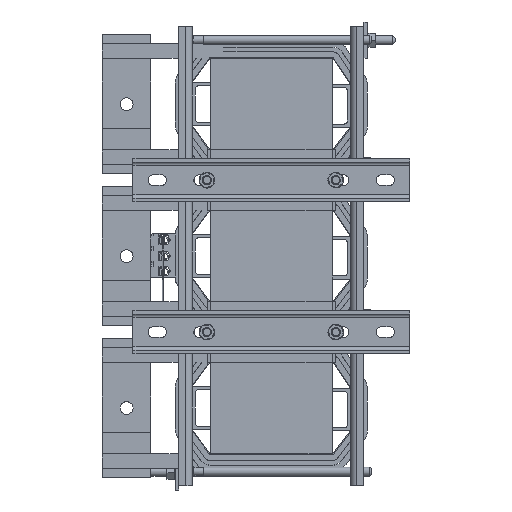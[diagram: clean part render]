
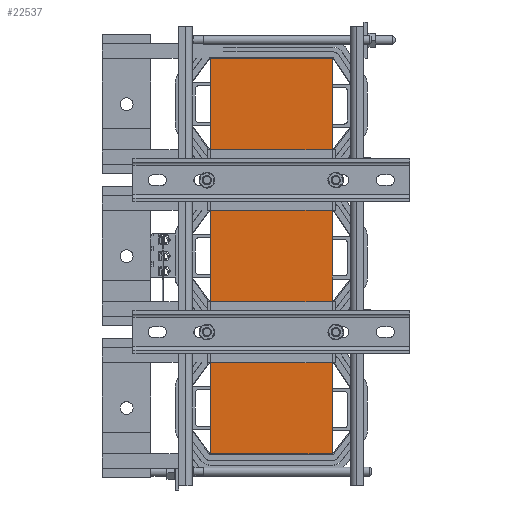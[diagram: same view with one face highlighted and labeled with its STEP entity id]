
A CAD part, left-side view. The second image highlights one B-rep face of the part: STEP entity #22537.
In plain terms, the highlighted planar face has unit normal (-1, 0, 0).
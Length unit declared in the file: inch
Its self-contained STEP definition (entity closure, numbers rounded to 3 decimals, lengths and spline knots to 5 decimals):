
#2265=FACE_OUTER_BOUND('',#3518,.T.);
#3518=EDGE_LOOP('',(#15971,#15972,#15973,#15974));
#5134=LINE('',#32915,#7409);
#5136=LINE('',#32920,#7411);
#5137=LINE('',#32921,#7412);
#5138=LINE('',#32922,#7413);
#7409=VECTOR('',#27053,0.3937);
#7411=VECTOR('',#27057,0.3937);
#7412=VECTOR('',#27058,0.3937);
#7413=VECTOR('',#27059,0.3937);
#9620=VERTEX_POINT('',#32912);
#9621=VERTEX_POINT('',#32914);
#9622=VERTEX_POINT('',#32918);
#9623=VERTEX_POINT('',#32919);
#12021=EDGE_CURVE('',#9621,#9620,#5134,.T.);
#12023=EDGE_CURVE('',#9622,#9623,#5136,.T.);
#12024=EDGE_CURVE('',#9623,#9621,#5137,.T.);
#12025=EDGE_CURVE('',#9622,#9620,#5138,.T.);
#15971=ORIENTED_EDGE('',*,*,#12023,.T.);
#15972=ORIENTED_EDGE('',*,*,#12024,.T.);
#15973=ORIENTED_EDGE('',*,*,#12021,.T.);
#15974=ORIENTED_EDGE('',*,*,#12025,.F.);
#21608=PLANE('',#24470);
#22537=ADVANCED_FACE('',(#2265),#21608,.T.);
#24470=AXIS2_PLACEMENT_3D('',#32917,#27055,#27056);
#27053=DIRECTION('',(0.,-1.,0.));
#27055=DIRECTION('center_axis',(-1.,0.,0.));
#27056=DIRECTION('ref_axis',(0.,0.,1.));
#27057=DIRECTION('',(0.,1.,0.));
#27058=DIRECTION('',(0.,0.,-1.));
#27059=DIRECTION('',(0.,0.,-1.));
#32912=CARTESIAN_POINT('',(-1.21835,-4.15155,-8.125));
#32914=CARTESIAN_POINT('',(-1.21835,0.84845,-8.125));
#32915=CARTESIAN_POINT('',(-1.21835,-4.15155,-8.125));
#32917=CARTESIAN_POINT('Origin',(-1.21835,-4.15155,0.));
#32918=CARTESIAN_POINT('',(-1.21835,-4.15155,8.125));
#32919=CARTESIAN_POINT('',(-1.21835,0.84845,8.125));
#32920=CARTESIAN_POINT('',(-1.21835,-4.15155,8.125));
#32921=CARTESIAN_POINT('',(-1.21835,0.84845,0.));
#32922=CARTESIAN_POINT('',(-1.21835,-4.15155,0.));
